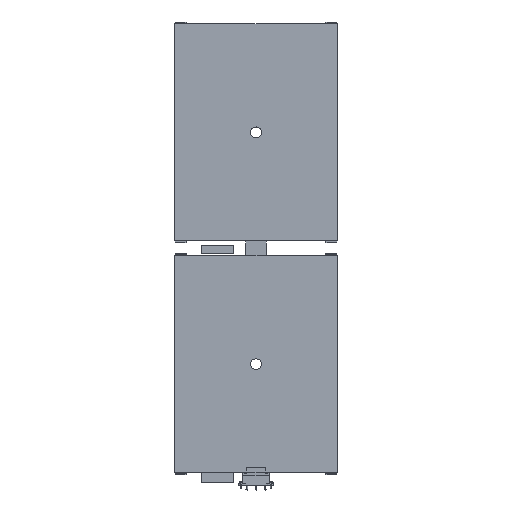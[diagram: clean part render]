
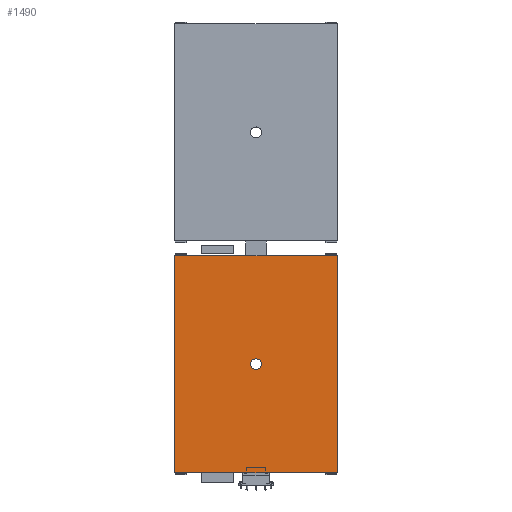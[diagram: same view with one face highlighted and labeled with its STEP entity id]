
A CAD part, left-side view. The second image highlights one B-rep face of the part: STEP entity #1490.
In plain terms, the highlighted face is planar.
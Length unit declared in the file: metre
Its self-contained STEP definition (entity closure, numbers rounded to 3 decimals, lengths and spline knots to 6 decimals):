
#1490=ADVANCED_FACE('',(#2611,#2612),#2613,.T.);
#2611=FACE_OUTER_BOUND('',#4018,.T.);
#2612=FACE_BOUND('',#4019,.T.);
#2613=PLANE('',#4020);
#4018=EDGE_LOOP('',(#7718,#7719,#7720,#7721));
#4019=EDGE_LOOP('',(#7722,#7723));
#4020=AXIS2_PLACEMENT_3D('',#7724,#7725,#7726);
#7718=ORIENTED_EDGE('',*,*,#10494,.F.);
#7719=ORIENTED_EDGE('',*,*,#10483,.F.);
#7720=ORIENTED_EDGE('',*,*,#10495,.F.);
#7721=ORIENTED_EDGE('',*,*,#10491,.F.);
#7722=ORIENTED_EDGE('',*,*,#10480,.T.);
#7723=ORIENTED_EDGE('',*,*,#10496,.T.);
#7724=CARTESIAN_POINT('',(0.205,0.,0.0209));
#7725=DIRECTION('',(0.0,0.,-1.0));
#7726=DIRECTION('',(0.0,-1.0,0.));
#10480=EDGE_CURVE('',#12731,#12728,#12732,.T.);
#10483=EDGE_CURVE('',#12736,#12737,#12738,.T.);
#10491=EDGE_CURVE('',#12750,#12751,#12752,.T.);
#10494=EDGE_CURVE('',#12737,#12750,#12755,.T.);
#10495=EDGE_CURVE('',#12751,#12736,#12756,.T.);
#10496=EDGE_CURVE('',#12728,#12731,#12757,.T.);
#12728=VERTEX_POINT('',#16118);
#12731=VERTEX_POINT('',#16122);
#12732=CIRCLE('',#16123,0.02);
#12736=VERTEX_POINT('',#16128);
#12737=VERTEX_POINT('',#16129);
#12738=LINE('',#16130,#16131);
#12750=VERTEX_POINT('',#16149);
#12751=VERTEX_POINT('',#16150);
#12752=LINE('',#16151,#16152);
#12755=LINE('',#16157,#16158);
#12756=LINE('',#16159,#16160);
#12757=CIRCLE('',#16161,0.02);
#16118=CARTESIAN_POINT('',(0.185,0.,0.0209));
#16122=CARTESIAN_POINT('',(0.225,0.,0.0209));
#16123=AXIS2_PLACEMENT_3D('',#19420,#19421,#19422);
#16128=CARTESIAN_POINT('',(0.605,-0.3,0.0209));
#16129=CARTESIAN_POINT('',(0.605,0.3,0.0209));
#16130=CARTESIAN_POINT('',(0.605,0.,0.0209));
#16131=VECTOR('',#19427,1.0);
#16149=CARTESIAN_POINT('',(-0.195,0.3,0.0209));
#16150=CARTESIAN_POINT('',(-0.195,-0.3,0.0209));
#16151=CARTESIAN_POINT('',(-0.195,0.,0.0209));
#16152=VECTOR('',#19437,1.0);
#16157=CARTESIAN_POINT('',(0.205,0.3,0.0209));
#16158=VECTOR('',#19440,1.0);
#16159=CARTESIAN_POINT('',(0.205,-0.3,0.0209));
#16160=VECTOR('',#19441,1.0);
#16161=AXIS2_PLACEMENT_3D('',#19442,#19443,#19444);
#19420=CARTESIAN_POINT('',(0.205,0.,0.0209));
#19421=DIRECTION('',(0.0,0.,1.0));
#19422=DIRECTION('',(-1.0,0.0,0.0));
#19427=DIRECTION('',(0.0,1.0,0.0));
#19437=DIRECTION('',(-0.0,-1.0,0.0));
#19440=DIRECTION('',(-1.0,0.0,0.0));
#19441=DIRECTION('',(1.0,0.0,0.0));
#19442=CARTESIAN_POINT('',(0.205,0.,0.0209));
#19443=DIRECTION('',(0.0,0.,1.0));
#19444=DIRECTION('',(-1.0,0.0,0.0));
